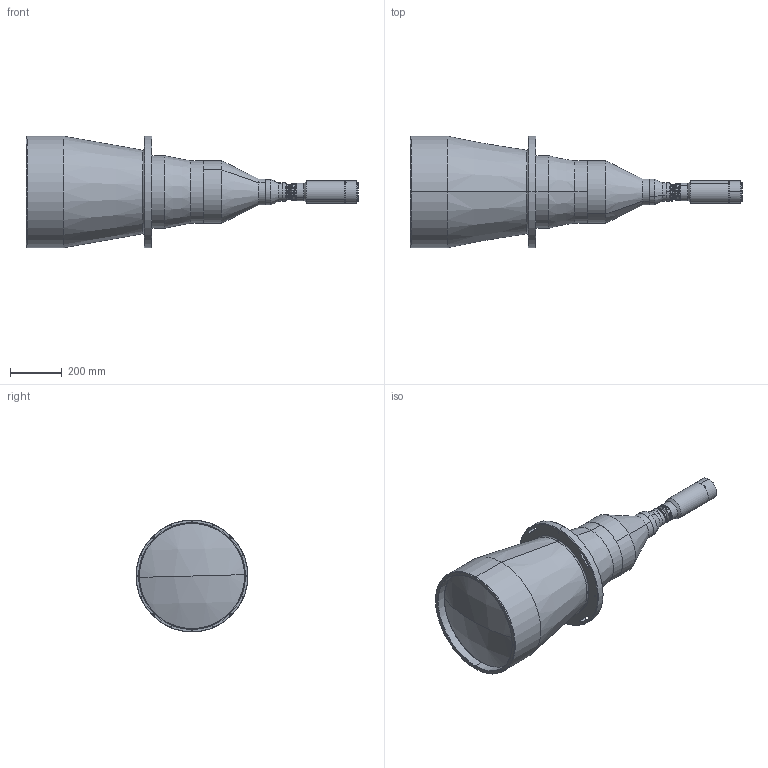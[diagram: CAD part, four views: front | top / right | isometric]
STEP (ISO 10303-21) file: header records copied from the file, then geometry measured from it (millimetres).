
FILE_DESCRIPTION (( 'STEP AP203' ), '1' );
FILE_NAME ('XF-PTL39062-M72-11.48-VI.STEP', '2019-06-13T06:11:54', ( 'puyufan' ), ( '' ), 'SwSTEP 2.0', 'SolidWorks 2014', '' );
FILE_SCHEMA (( 'CONFIG_CONTROL_DESIGN' ));
Length unit declared in the file: millimetre
Products named in the file (1): XF-PTL39062-M72-11.48-VI
Bounding box: 1278.65 x 430 x 430 mm (x, y, z)
Surface area: 1456795.3 mm2 (no closed solid volume)
Topology: 0 solids, 65 shells, 313 faces, 1731 edges, 1449 vertices
Faces by surface type: cylinder 188, plane 62, cone 36, torus 24, sphere 2, bspline 1
Entity records: 24825 total; most frequent: CARTESIAN_POINT 11588, DIRECTION 2728, ORIENTED_EDGE 2293, EDGE_CURVE 1731, VERTEX_POINT 1449, AXIS2_PLACEMENT_3D 1076, CIRCLE 763, LINE 576
